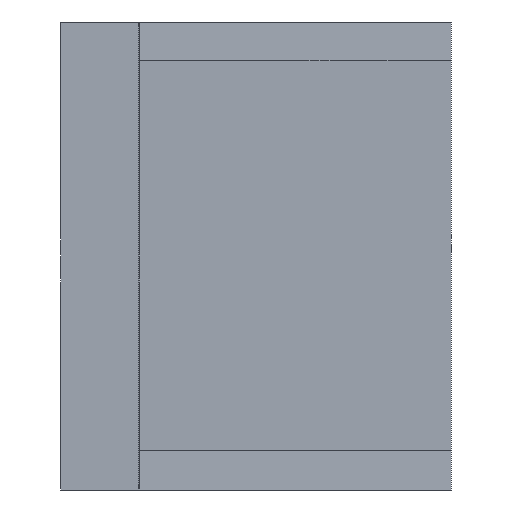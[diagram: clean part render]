
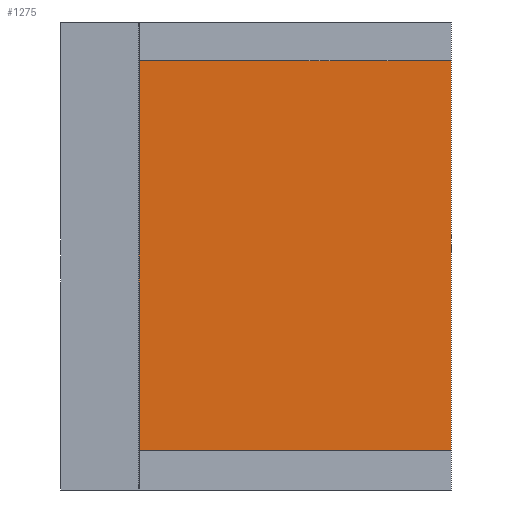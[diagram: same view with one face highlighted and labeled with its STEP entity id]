
A CAD part, left-side view. The second image highlights one B-rep face of the part: STEP entity #1275.
In plain terms, the highlighted planar face has unit normal (-1, 0, 0).
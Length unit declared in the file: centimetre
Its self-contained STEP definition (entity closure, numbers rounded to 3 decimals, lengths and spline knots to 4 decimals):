
#58 = DIRECTION ( 'NONE',  ( 1., 0., 0. ) ) ;
#107 = DIRECTION ( 'NONE',  ( 0., -1., 0. ) ) ;
#182 = ORIENTED_EDGE ( 'NONE', *, *, #2015, .F. ) ;
#190 = ORIENTED_EDGE ( 'NONE', *, *, #1641, .T. ) ;
#236 = VECTOR ( 'NONE', #1198, 100. ) ;
#264 = LINE ( 'NONE', #1212, #993 ) ;
#302 = VECTOR ( 'NONE', #445, 100. ) ;
#349 = PLANE ( 'NONE',  #596 ) ;
#445 = DIRECTION ( 'NONE',  ( 0., 0., -1. ) ) ;
#461 = ORIENTED_EDGE ( 'NONE', *, *, #974, .T. ) ;
#501 = CARTESIAN_POINT ( 'NONE',  ( 11.5, -2., -0.25 ) ) ;
#528 = LINE ( 'NONE', #501, #1938 ) ;
#543 = EDGE_LOOP ( 'NONE', ( #190, #1018, #461, #182 ) ) ;
#571 = EDGE_CURVE ( 'NONE', #1839, #843, #625, .T. ) ;
#596 = AXIS2_PLACEMENT_3D ( 'NONE', #786, #58, #687 ) ;
#625 = LINE ( 'NONE', #917, #302 ) ;
#684 = DIRECTION ( 'NONE',  ( 0., 1., 0. ) ) ;
#687 = DIRECTION ( 'NONE',  ( 0., 0., -1. ) ) ;
#786 = CARTESIAN_POINT ( 'NONE',  ( 11.5, -2., -3. ) ) ;
#843 = VERTEX_POINT ( 'NONE', #866 ) ;
#866 = CARTESIAN_POINT ( 'NONE',  ( 11.5, 0., -2.75 ) ) ;
#917 = CARTESIAN_POINT ( 'NONE',  ( 11.5, 0., -3. ) ) ;
#956 = FACE_OUTER_BOUND ( 'NONE', #543, .T. ) ;
#974 = EDGE_CURVE ( 'NONE', #843, #1241, #264, .T. ) ;
#993 = VECTOR ( 'NONE', #107, 100. ) ;
#1018 = ORIENTED_EDGE ( 'NONE', *, *, #571, .T. ) ;
#1103 = CARTESIAN_POINT ( 'NONE',  ( 11.5, -2., -2.75 ) ) ;
#1198 = DIRECTION ( 'NONE',  ( 0., 0., -1. ) ) ;
#1212 = CARTESIAN_POINT ( 'NONE',  ( 11.5, -2., -2.75 ) ) ;
#1241 = VERTEX_POINT ( 'NONE', #1103 ) ;
#1268 = CARTESIAN_POINT ( 'NONE',  ( 11.5, -2., -0.25 ) ) ;
#1275 = ADVANCED_FACE ( 'NONE', ( #956 ), #349, .F. ) ;
#1316 = CARTESIAN_POINT ( 'NONE',  ( 11.5, -2., -3. ) ) ;
#1347 = LINE ( 'NONE', #1316, #236 ) ;
#1540 = CARTESIAN_POINT ( 'NONE',  ( 11.5, 0., -0.25 ) ) ;
#1641 = EDGE_CURVE ( 'NONE', #1888, #1839, #528, .T. ) ;
#1839 = VERTEX_POINT ( 'NONE', #1540 ) ;
#1888 = VERTEX_POINT ( 'NONE', #1268 ) ;
#1938 = VECTOR ( 'NONE', #684, 100. ) ;
#2015 = EDGE_CURVE ( 'NONE', #1888, #1241, #1347, .T. ) ;
